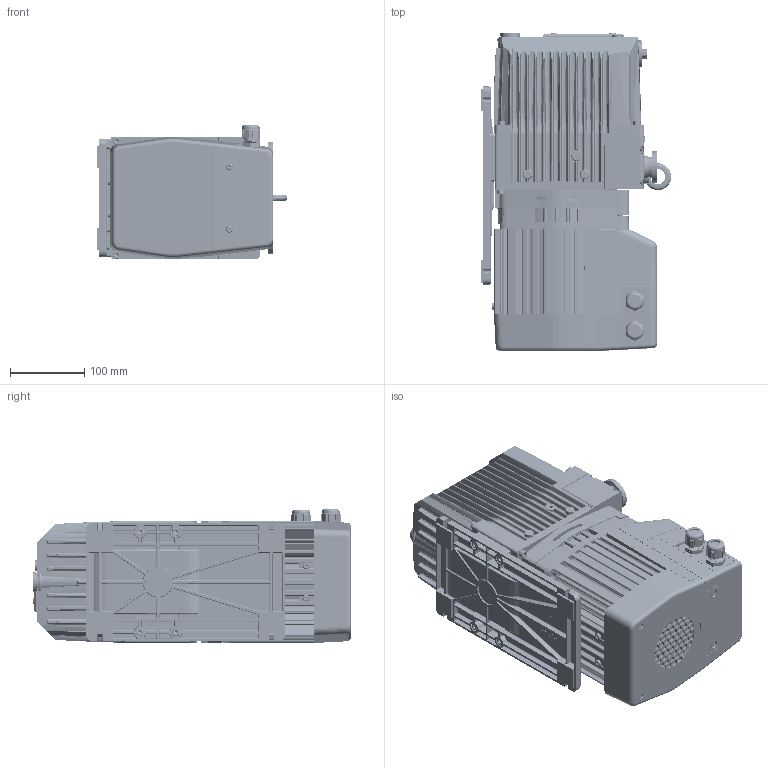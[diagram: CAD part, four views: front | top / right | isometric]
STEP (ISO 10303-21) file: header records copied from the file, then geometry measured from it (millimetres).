
FILE_DESCRIPTION(/* description */ ('-'),/* implementation_level */ '2;1');
FILE_NAME(/* name */ 'PK D920 020 14.stp',/* time_stamp */ '2024-11-11T10:46:49+01:00',/* author */ ('dennis.funk'),/* organization */ (''),/* preprocessor_version */ 'ST-DEVELOPER v18.1',/* originating_system */ 'Autodesk Inventor 2021',/* authorisation */ '');
FILE_SCHEMA (('AUTOMOTIVE_DESIGN { 1 0 10303 214 3 1 1 }'));
Products named in the file (1): PK 902 660_SW
Bounding box: 255.6 x 428.09 x 180 mm (x, y, z)
Volume: 12365389.1 mm3; surface area: 699422.2 mm2
Topology: 2 solids, 40 shells, 6081 faces, 15854 edges, 9970 vertices
Faces by surface type: plane 2545, cylinder 1928, bspline 1017, cone 221, sphere 201, torus 169
Full cylindrical faces by diameter (mm): 0.78 x1, 0.8 x1, 1.6 x1, 4 x5, 4.1 x1, 4.134 x3, 4.2 x2, 4.5 x1, 4.917 x10, 5 x1, 5.2 x1, 6 x17, 6.2 x1, 6.6 x8, 6.8 x1, 7 x3, 8 x3, 8.128 x2, 8.528 x2, 8.566 x2, 9 x2, 9.15 x4, 9.8 x1, 10 x17, 10.2 x1, 11 x5, 11.8 x2, 12.3 x1, 12.5 x4, 14 x2
Entity records: 302797 total; most frequent: CARTESIAN_POINT 155155, ORIENTED_EDGE 31572, DIRECTION 26445, EDGE_CURVE 15786, VERTEX_POINT 9970, AXIS2_PLACEMENT_3D 9432, LINE 7581, VECTOR 7581
